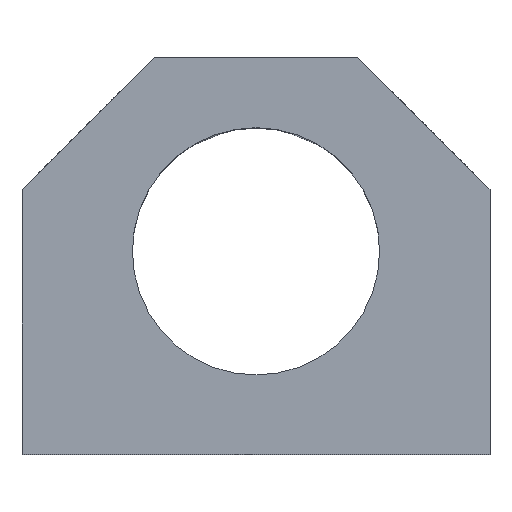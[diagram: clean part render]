
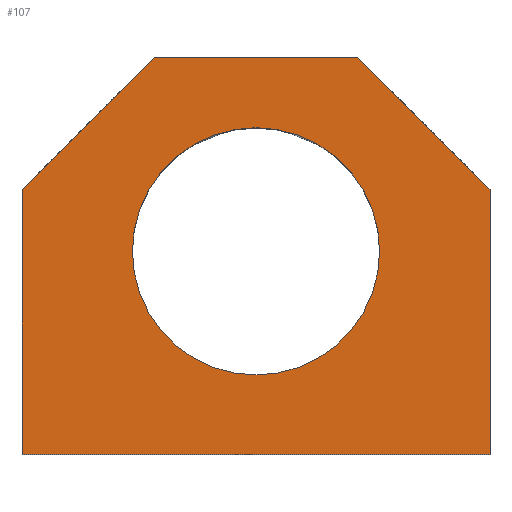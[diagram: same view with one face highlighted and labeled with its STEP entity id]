
A CAD part, top view. The second image highlights one B-rep face of the part: STEP entity #107.
In plain terms, the highlighted planar face has unit normal (0, 0, 1).
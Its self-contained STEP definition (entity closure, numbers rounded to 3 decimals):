
#107 = ADVANCED_FACE( '', ( #184, #185 ), #186, .T. );
#184 = FACE_OUTER_BOUND( '', #264, .T. );
#185 = FACE_BOUND( '', #265, .T. );
#186 = PLANE( '', #266 );
#264 = EDGE_LOOP( '', ( #506, #507, #508, #509, #510, #511 ) );
#265 = EDGE_LOOP( '', ( #512, #513 ) );
#266 = AXIS2_PLACEMENT_3D( '', #514, #515, #516 );
#506 = ORIENTED_EDGE( '', *, *, #588, .F. );
#507 = ORIENTED_EDGE( '', *, *, #604, .F. );
#508 = ORIENTED_EDGE( '', *, *, #601, .F. );
#509 = ORIENTED_EDGE( '', *, *, #598, .F. );
#510 = ORIENTED_EDGE( '', *, *, #595, .F. );
#511 = ORIENTED_EDGE( '', *, *, #592, .F. );
#512 = ORIENTED_EDGE( '', *, *, #586, .F. );
#513 = ORIENTED_EDGE( '', *, *, #531, .F. );
#514 = CARTESIAN_POINT( '', ( 0., 0., 30. ) );
#515 = DIRECTION( '', ( 0., 0., 1. ) );
#516 = DIRECTION( '', ( 1., 0., 0. ) );
#531 = EDGE_CURVE( '', #611, #607, #613, .T. );
#586 = EDGE_CURVE( '', #607, #611, #702, .T. );
#588 = EDGE_CURVE( '', #704, #705, #706, .T. );
#592 = EDGE_CURVE( '', #705, #712, #713, .T. );
#595 = EDGE_CURVE( '', #712, #717, #718, .T. );
#598 = EDGE_CURVE( '', #717, #722, #723, .T. );
#601 = EDGE_CURVE( '', #722, #727, #728, .T. );
#604 = EDGE_CURVE( '', #727, #704, #732, .T. );
#607 = VERTEX_POINT( '', #735 );
#611 = VERTEX_POINT( '', #740 );
#613 = CIRCLE( '', #743, 14. );
#702 = CIRCLE( '', #918, 14. );
#704 = VERTEX_POINT( '', #920 );
#705 = VERTEX_POINT( '', #921 );
#706 = LINE( '', #922, #923 );
#712 = VERTEX_POINT( '', #932 );
#713 = LINE( '', #933, #934 );
#717 = VERTEX_POINT( '', #940 );
#718 = LINE( '', #941, #942 );
#722 = VERTEX_POINT( '', #948 );
#723 = LINE( '', #949, #950 );
#727 = VERTEX_POINT( '', #956 );
#728 = LINE( '', #957, #958 );
#732 = LINE( '', #964, #965 );
#735 = CARTESIAN_POINT( '', ( 14., 23., 30. ) );
#740 = CARTESIAN_POINT( '', ( -14., 23., 30. ) );
#743 = AXIS2_PLACEMENT_3D( '', #973, #974, #975 );
#918 = AXIS2_PLACEMENT_3D( '', #1092, #1093, #1094 );
#920 = CARTESIAN_POINT( '', ( -26.5, 0., 30. ) );
#921 = CARTESIAN_POINT( '', ( -26.5, 30., 30. ) );
#922 = CARTESIAN_POINT( '', ( -26.5, 30., 30. ) );
#923 = VECTOR( '', #1098, 1. );
#932 = CARTESIAN_POINT( '', ( -11.5, 45., 30. ) );
#933 = CARTESIAN_POINT( '', ( -11.5, 45., 30. ) );
#934 = VECTOR( '', #1102, 1. );
#940 = CARTESIAN_POINT( '', ( 11.5, 45., 30. ) );
#941 = CARTESIAN_POINT( '', ( 11.5, 45., 30. ) );
#942 = VECTOR( '', #1105, 1. );
#948 = CARTESIAN_POINT( '', ( 26.5, 30., 30. ) );
#949 = CARTESIAN_POINT( '', ( 26.5, 30., 30. ) );
#950 = VECTOR( '', #1108, 1. );
#956 = CARTESIAN_POINT( '', ( 26.5, 0., 30. ) );
#957 = CARTESIAN_POINT( '', ( 26.5, 0., 30. ) );
#958 = VECTOR( '', #1111, 1. );
#964 = CARTESIAN_POINT( '', ( -26.5, 0., 30. ) );
#965 = VECTOR( '', #1114, 1. );
#973 = CARTESIAN_POINT( '', ( 0., 23., 30. ) );
#974 = DIRECTION( '', ( 0., 0., 1. ) );
#975 = DIRECTION( '', ( 1., 0., 0. ) );
#1092 = CARTESIAN_POINT( '', ( 0., 23., 30. ) );
#1093 = DIRECTION( '', ( 0., 0., 1. ) );
#1094 = DIRECTION( '', ( 1., 0., 0. ) );
#1098 = DIRECTION( '', ( 0., 1., 0. ) );
#1102 = DIRECTION( '', ( 0.707, 0.707, 0. ) );
#1105 = DIRECTION( '', ( 1., 0., 0. ) );
#1108 = DIRECTION( '', ( 0.707, -0.707, 0. ) );
#1111 = DIRECTION( '', ( 0., -1., 0. ) );
#1114 = DIRECTION( '', ( -1., 0., 0. ) );
